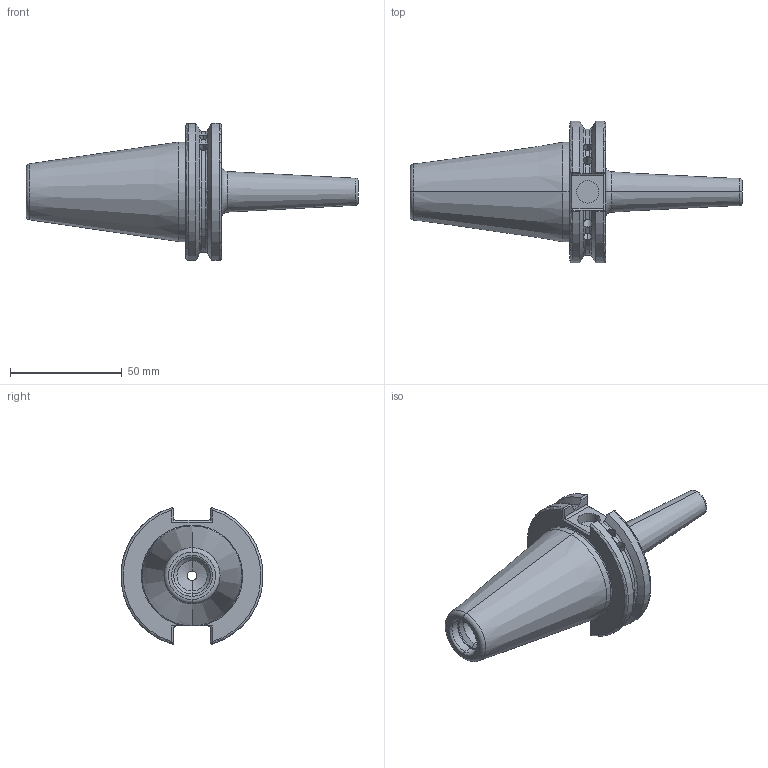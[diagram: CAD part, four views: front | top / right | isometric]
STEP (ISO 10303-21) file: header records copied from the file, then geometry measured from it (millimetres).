
FILE_DESCRIPTION (( 'STEP AP203' ), '1' );
FILE_NAME ('CA40A240B06080HP1.STEP', '2020-09-15T08:15:25', ( 'user' ), ( '' ), 'SwSTEP 2.0', 'SolidWorks 2013', '' );
FILE_SCHEMA (( 'CONFIG_CONTROL_DESIGN' ));
Length unit declared in the file: millimetre
Products named in the file (1): CA40A240B06080HP1
Bounding box: 148.25 x 63.35 x 61.23 mm (x, y, z)
Volume: 110461.1 mm3; surface area: 24174.4 mm2
Topology: 1 solids, 1 shells, 127 faces, 333 edges, 204 vertices
Faces by surface type: cylinder 36, torus 32, plane 31, cone 26, bspline 2
Entity records: 4414 total; most frequent: CARTESIAN_POINT 1367, ORIENTED_EDGE 650, DIRECTION 598, EDGE_CURVE 325, AXIS2_PLACEMENT_3D 244, VERTEX_POINT 204, EDGE_LOOP 133, ADVANCED_FACE 127
